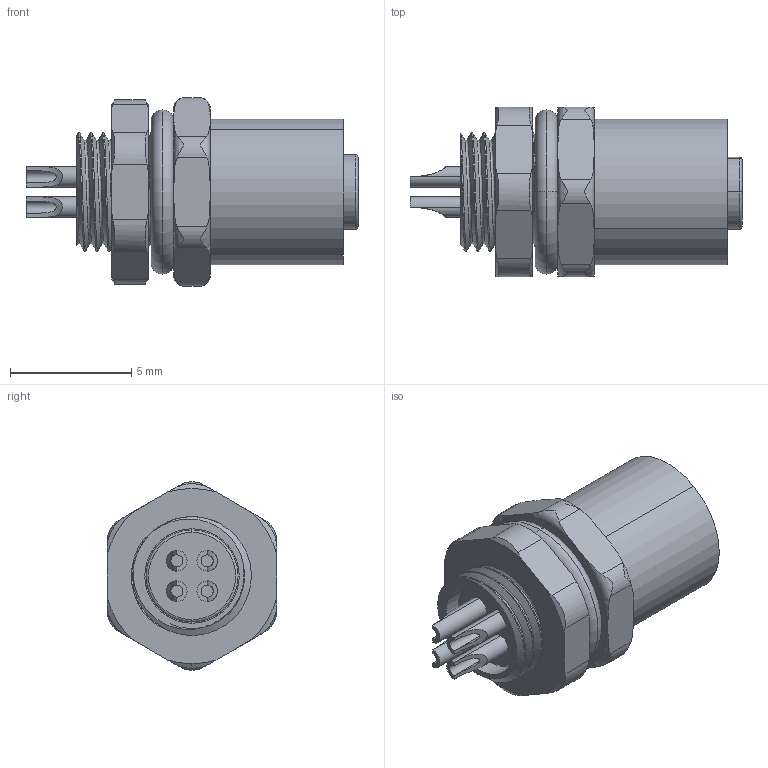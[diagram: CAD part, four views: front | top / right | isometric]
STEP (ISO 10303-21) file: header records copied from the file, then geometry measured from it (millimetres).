
FILE_DESCRIPTION (( 'STEP AP203' ), '1' );
FILE_NAME ('54-00105.STEP', '2025-03-24T22:36:22', ( '' ), ( '' ), 'SwSTEP 2.0', 'SolidWorks 2021', '' );
FILE_SCHEMA (( 'CONFIG_CONTROL_DESIGN' ));
Length unit declared in the file: millimetre
Products named in the file (8): M5_oring_large; M5nut; M5_oring_small; M5F4P_short; 54-00105; M5Female_panel mount threads; M5Female_socket
Assembly tree (10 placements, depth 3):
  54-00105
    M5Female_panel mount threads
    M5nut
    M5_oring_large
    M5_oring_small
    M5F4P_short
      M5F4P_short
      M5Female_socket  x4
Bounding box: 13.7 x 7 x 7.77 mm (x, y, z)
Volume: 281.9 mm3; surface area: 1125.4 mm2
Topology: 9 solids, 9 shells, 259 faces, 648 edges, 416 vertices
Faces by surface type: cylinder 125, plane 67, cone 30, torus 24, bspline 13
Entity records: 11787 total; most frequent: CARTESIAN_POINT 6480, ORIENTED_EDGE 1002, DIRECTION 844, EDGE_CURVE 501, AXIS2_PLACEMENT_3D 351, VERTEX_POINT 326, EDGE_LOOP 215, ADVANCED_FACE 193
